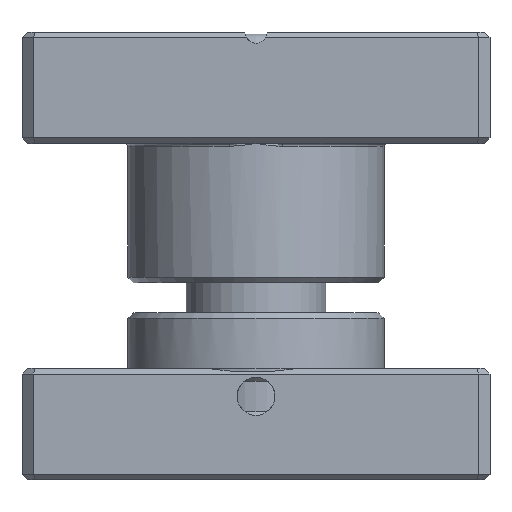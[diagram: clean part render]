
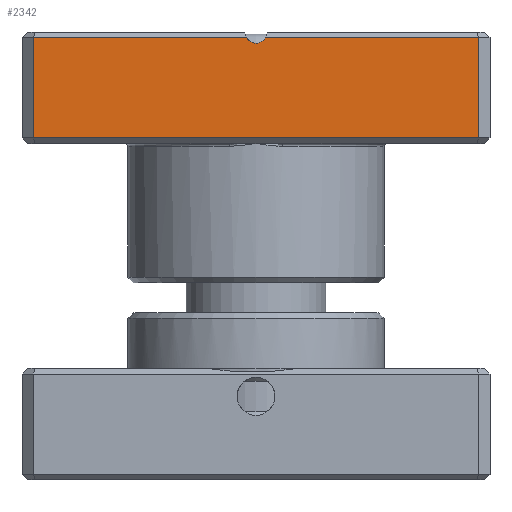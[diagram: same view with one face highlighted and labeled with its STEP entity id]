
A CAD part, front view. The second image highlights one B-rep face of the part: STEP entity #2342.
In plain terms, the highlighted planar face has unit normal (0, -1, 0).
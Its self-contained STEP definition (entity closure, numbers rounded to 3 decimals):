
#3 = VERTEX_POINT ( 'NONE', #1714 ) ;
#23 = CARTESIAN_POINT ( 'NONE',  ( 40., -24., 19. ) ) ;
#198 = DIRECTION ( 'NONE',  ( 1., 0., 0. ) ) ;
#200 = VERTEX_POINT ( 'NONE', #5832 ) ;
#447 = VERTEX_POINT ( 'NONE', #4411 ) ;
#470 = EDGE_CURVE ( 'NONE', #3295, #200, #4893, .T. ) ;
#480 = ORIENTED_EDGE ( 'NONE', *, *, #2857, .T. ) ;
#573 = VERTEX_POINT ( 'NONE', #1544 ) ;
#616 = CARTESIAN_POINT ( 'NONE',  ( -40., -24., 20. ) ) ;
#622 = LINE ( 'NONE', #4773, #4494 ) ;
#906 = LINE ( 'NONE', #2365, #3231 ) ;
#933 = ORIENTED_EDGE ( 'NONE', *, *, #4929, .F. ) ;
#945 = CIRCLE ( 'NONE', #5384, 2. ) ;
#1072 = DIRECTION ( 'NONE',  ( 0., 1., 0. ) ) ;
#1137 = VECTOR ( 'NONE', #3656, 1000. ) ;
#1301 = EDGE_LOOP ( 'NONE', ( #2515, #480, #933, #5708, #1617, #1758 ) ) ;
#1544 = CARTESIAN_POINT ( 'NONE',  ( 1.732, -24., 1. ) ) ;
#1617 = ORIENTED_EDGE ( 'NONE', *, *, #470, .F. ) ;
#1714 = CARTESIAN_POINT ( 'NONE',  ( -1.732, -24., 1. ) ) ;
#1758 = ORIENTED_EDGE ( 'NONE', *, *, #2811, .T. ) ;
#1792 = CARTESIAN_POINT ( 'NONE',  ( -40., -24., 20. ) ) ;
#1934 = DIRECTION ( 'NONE',  ( 1., 0., 0. ) ) ;
#2126 = DIRECTION ( 'NONE',  ( 0., -1., 0. ) ) ;
#2227 = CARTESIAN_POINT ( 'NONE',  ( 40., -24., 20. ) ) ;
#2342 = ADVANCED_FACE ( 'NONE', ( #3622 ), #3386, .F. ) ;
#2365 = CARTESIAN_POINT ( 'NONE',  ( -40., -24., 19. ) ) ;
#2515 = ORIENTED_EDGE ( 'NONE', *, *, #5443, .T. ) ;
#2811 = EDGE_CURVE ( 'NONE', #3295, #447, #906, .T. ) ;
#2857 = EDGE_CURVE ( 'NONE', #5296, #3, #622, .T. ) ;
#3231 = VECTOR ( 'NONE', #5660, 1000. ) ;
#3295 = VERTEX_POINT ( 'NONE', #23 ) ;
#3386 = PLANE ( 'NONE',  #3824 ) ;
#3622 = FACE_OUTER_BOUND ( 'NONE', #1301, .T. ) ;
#3656 = DIRECTION ( 'NONE',  ( 0., 0., -1. ) ) ;
#3766 = CARTESIAN_POINT ( 'NONE',  ( -40., -24., 1. ) ) ;
#3824 = AXIS2_PLACEMENT_3D ( 'NONE', #616, #1072, #4330 ) ;
#4287 = LINE ( 'NONE', #4378, #4443 ) ;
#4330 = DIRECTION ( 'NONE',  ( 0., 0., 1. ) ) ;
#4378 = CARTESIAN_POINT ( 'NONE',  ( -40., -24., 1. ) ) ;
#4411 = CARTESIAN_POINT ( 'NONE',  ( -40., -24., 19. ) ) ;
#4443 = VECTOR ( 'NONE', #198, 1000. ) ;
#4494 = VECTOR ( 'NONE', #1934, 1000. ) ;
#4541 = LINE ( 'NONE', #1792, #5497 ) ;
#4773 = CARTESIAN_POINT ( 'NONE',  ( -40., -24., 1. ) ) ;
#4893 = LINE ( 'NONE', #2227, #1137 ) ;
#4929 = EDGE_CURVE ( 'NONE', #573, #3, #945, .T. ) ;
#4952 = CARTESIAN_POINT ( 'NONE',  ( 0., -24., 0. ) ) ;
#5082 = DIRECTION ( 'NONE',  ( 0., 0., -1. ) ) ;
#5296 = VERTEX_POINT ( 'NONE', #3766 ) ;
#5384 = AXIS2_PLACEMENT_3D ( 'NONE', #4952, #2126, #5426 ) ;
#5426 = DIRECTION ( 'NONE',  ( 0., 0., -1. ) ) ;
#5443 = EDGE_CURVE ( 'NONE', #447, #5296, #4541, .T. ) ;
#5497 = VECTOR ( 'NONE', #5082, 1000. ) ;
#5660 = DIRECTION ( 'NONE',  ( -1., 0., 0. ) ) ;
#5708 = ORIENTED_EDGE ( 'NONE', *, *, #5746, .T. ) ;
#5746 = EDGE_CURVE ( 'NONE', #573, #200, #4287, .T. ) ;
#5832 = CARTESIAN_POINT ( 'NONE',  ( 40., -24., 1. ) ) ;
